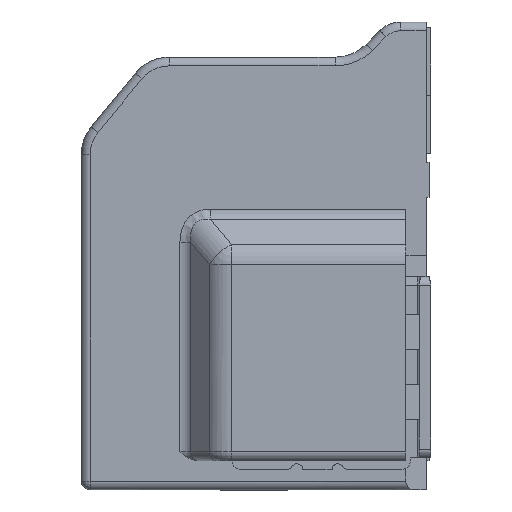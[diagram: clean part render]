
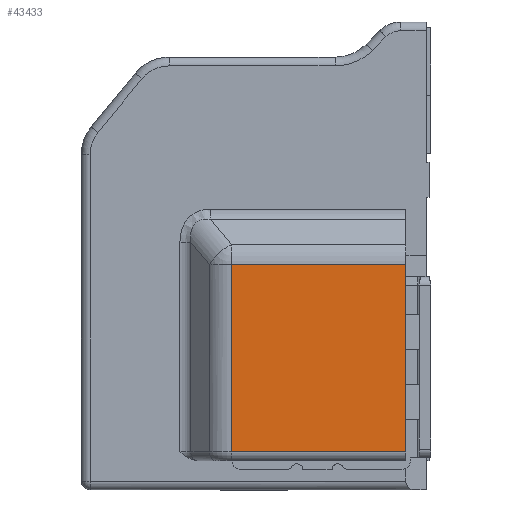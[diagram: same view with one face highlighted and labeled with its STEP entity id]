
A CAD part, left-side view. The second image highlights one B-rep face of the part: STEP entity #43433.
In plain terms, the highlighted planar face has unit normal (-1, 0, 0).
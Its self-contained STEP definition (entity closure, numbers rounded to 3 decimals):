
#10402=DIRECTION('',(0.,-1.,0.));
#10403=VECTOR('',#10402,5.957);
#10404=CARTESIAN_POINT('',(-11.55,0.757,
-8.7));
#10405=LINE('',#10404,#10403);
#10425=DIRECTION('',(0.,0.,-1.));
#10426=VECTOR('',#10425,6.394);
#10427=CARTESIAN_POINT('',(-11.55,0.757,
-2.306));
#10428=LINE('',#10427,#10426);
#10449=DIRECTION('',(0.,1.,0.));
#10450=VECTOR('',#10449,5.957);
#10451=CARTESIAN_POINT('',(-11.55,-5.2,
-2.306));
#10452=LINE('',#10451,#10450);
#10457=DIRECTION('',(0.,0.,-1.));
#10458=VECTOR('',#10457,6.394);
#10459=CARTESIAN_POINT('',(-11.55,-5.2,
-2.306));
#10460=LINE('',#10459,#10458);
#26643=CARTESIAN_POINT('',(-11.55,-5.2,
-8.7));
#26644=VERTEX_POINT('',#26643);
#26645=CARTESIAN_POINT('',(-11.55,-5.2,
-2.306));
#26646=VERTEX_POINT('',#26645);
#26651=CARTESIAN_POINT('',(-11.55,0.757,
-8.7));
#26652=VERTEX_POINT('',#26651);
#26655=CARTESIAN_POINT('',(-11.55,0.757,
-2.306));
#26656=VERTEX_POINT('',#26655);
#43422=CARTESIAN_POINT('',(-11.55,1.4,-0.7));
#43423=DIRECTION('',(1.,0.,0.));
#43424=DIRECTION('',(0.,-1.,0.));
#43425=AXIS2_PLACEMENT_3D('',#43422,#43423,#43424);
#43426=PLANE('',#43425);
#43427=ORIENTED_EDGE('',*,*,#43391,.F.);
#43428=ORIENTED_EDGE('',*,*,#43414,.F.);
#43429=ORIENTED_EDGE('',*,*,#42796,.T.);
#43430=ORIENTED_EDGE('',*,*,#43361,.F.);
#43431=EDGE_LOOP('',(#43427,#43428,#43429,#43430));
#43432=FACE_OUTER_BOUND('',#43431,.F.);
#43433=ADVANCED_FACE('',(#43432),#43426,.F.);
#42796=EDGE_CURVE('',#26646,#26644,#10460,.T.);
#43361=EDGE_CURVE('',#26652,#26644,#10405,.T.);
#43391=EDGE_CURVE('',#26656,#26652,#10428,.T.);
#43414=EDGE_CURVE('',#26646,#26656,#10452,.T.);
